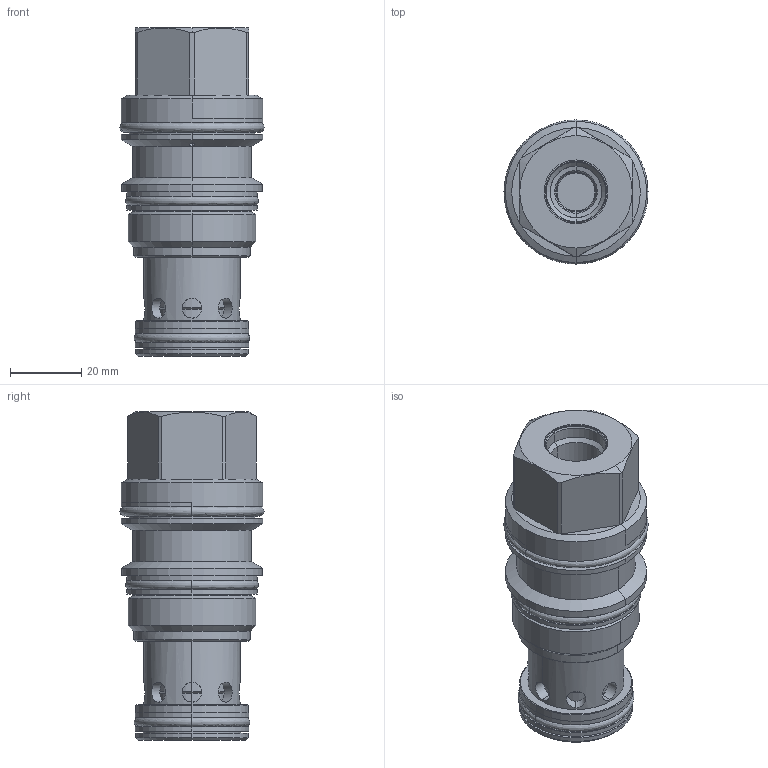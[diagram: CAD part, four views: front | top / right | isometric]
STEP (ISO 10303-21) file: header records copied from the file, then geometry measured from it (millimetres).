
FILE_DESCRIPTION((''),'2;1');
FILE_NAME('LOHD8-DN_PRT','2016-03-01T',('Administrator'),(''),'PRO/ENGINEER BY PARAMETRIC TECHNOLOGY CORPORATION, 2006240','PRO/ENGINEER BY PARAMETRIC TECHNOLOGY CORPORATION, 2006240','');
FILE_SCHEMA(('CONFIG_CONTROL_DESIGN'));
Length unit declared in the file: inch
Products named in the file (1): LOHD8-DN_PRT
Bounding box: 40.36 x 40.36 x 92.08 mm (x, y, z)
Volume: 75133 mm3; surface area: 21944.5 mm2
Topology: 4 solids, 4 shells, 197 faces, 446 edges, 261 vertices
Faces by surface type: cylinder 89, cone 38, plane 36, torus 18, revolution 12, sphere 4
Entity records: 6881 total; most frequent: CARTESIAN_POINT 2425, DIRECTION 954, ORIENTED_EDGE 884, EDGE_CURVE 442, AXIS2_PLACEMENT_3D 399, VERTEX_POINT 261, EDGE_LOOP 229, CIRCLE 214
